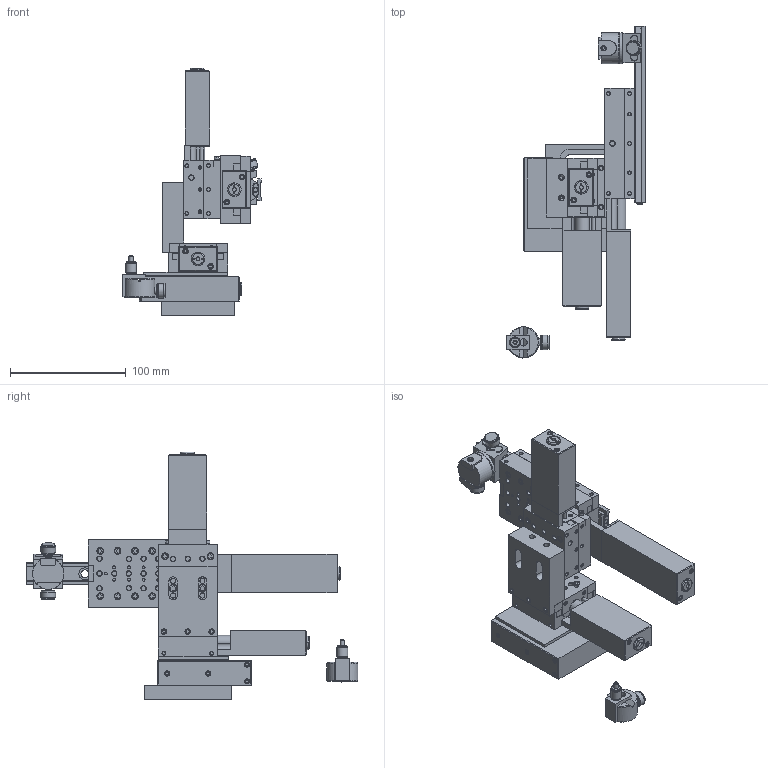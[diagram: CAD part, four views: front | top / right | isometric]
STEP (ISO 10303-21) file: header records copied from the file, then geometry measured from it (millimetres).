
FILE_DESCRIPTION((''),'2;1');
FILE_NAME('mx7800.stp','2013-05-22T13:29:22',('JC'),(''),'Autodesk Inventor 11','Autodesk Inventor 11','');
FILE_SCHEMA(('AUTOMOTIVE_DESIGN { 1 0 10303 214 1 1 1 1 }'));
Length unit declared in the file: inch
Products named in the file (3): mx7800; mx78001; mx78002
Assembly tree (2 placements, depth 2):
  mx7800
    mx78001
    mx78002
Bounding box: 119.52 x 286.9 x 214.22 mm (x, y, z)
Volume: 746500.4 mm3; surface area: 158856.1 mm2
Topology: 8 solids, 8 shells, 1757 faces, 4380 edges, 2909 vertices
Faces by surface type: plane 802, bspline 563, cylinder 264, cone 109, torus 18, sphere 1
Full cylindrical faces by diameter (mm): 2.464 x12, 2.845 x51, 3.175 x5, 3.327 x2, 3.505 x1, 3.556 x8, 3.962 x8, 4.166 x57, 4.369 x6, 4.496 x1, 4.648 x4, 4.775 x3, 5.156 x2, 5.5 x10, 5.842 x10, 6.089 x1, 6.198 x1, 6.35 x1, 6.756 x5, 6.858 x2, 8.636 x2, 9.525 x2, 10.312 x6, 11.684 x6, 12.7 x3, 26.975 x2
Entity records: 53308 total; most frequent: CARTESIAN_POINT 16165, ORIENTED_EDGE 7294, DIRECTION 6755, EDGE_CURVE 3647, VERTEX_POINT 2625, VECTOR 2605, LINE 2605, EDGE_LOOP 2536
